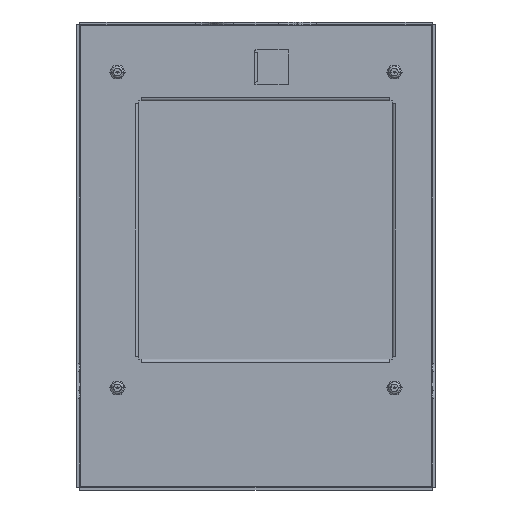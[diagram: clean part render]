
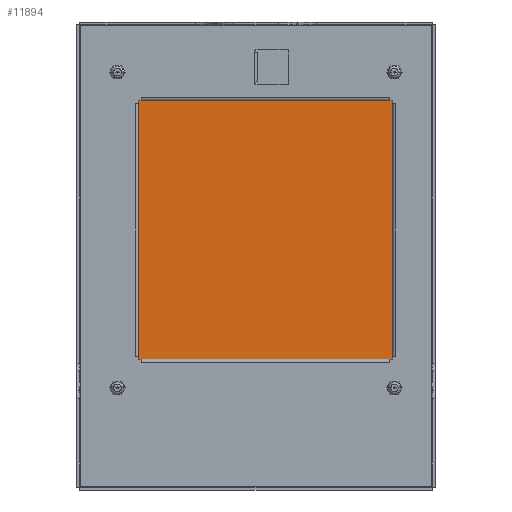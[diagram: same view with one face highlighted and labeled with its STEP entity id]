
A CAD part, front view. The second image highlights one B-rep face of the part: STEP entity #11894.
In plain terms, the highlighted planar face has unit normal (0, -1, 0).
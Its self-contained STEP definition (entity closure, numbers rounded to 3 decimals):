
#11029=DIRECTION('',(1.,0.,0.));
#11030=VECTOR('',#11029,160.);
#11031=CARTESIAN_POINT('',(-80.,2.,-70.));
#11032=LINE('',#11031,#11030);
#11033=DIRECTION('',(0.,0.,-1.));
#11034=VECTOR('',#11033,140.);
#11035=CARTESIAN_POINT('',(-80.,2.,70.));
#11036=LINE('',#11035,#11034);
#11037=DIRECTION('',(-1.,0.,0.));
#11038=VECTOR('',#11037,160.);
#11039=CARTESIAN_POINT('',(80.,2.,70.));
#11040=LINE('',#11039,#11038);
#11041=DIRECTION('',(0.,0.,1.));
#11042=VECTOR('',#11041,140.);
#11043=CARTESIAN_POINT('',(80.,2.,-70.));
#11044=LINE('',#11043,#11042);
#11133=CARTESIAN_POINT('',(-80.,2.,-70.));
#11134=CARTESIAN_POINT('',(80.,2.,-70.));
#11135=VERTEX_POINT('',#11133);
#11136=VERTEX_POINT('',#11134);
#11137=CARTESIAN_POINT('',(80.,2.,70.));
#11138=VERTEX_POINT('',#11137);
#11139=CARTESIAN_POINT('',(-80.,2.,70.));
#11140=VERTEX_POINT('',#11139);
#11883=CARTESIAN_POINT('',(0.,2.,0.));
#11884=DIRECTION('',(0.,-1.,0.));
#11885=DIRECTION('',(0.,0.,1.));
#11886=AXIS2_PLACEMENT_3D('',#11883,#11884,#11885);
#11887=PLANE('',#11886);
#11888=ORIENTED_EDGE('',*,*,#11835,.F.);
#11889=ORIENTED_EDGE('',*,*,#11850,.F.);
#11890=ORIENTED_EDGE('',*,*,#11864,.F.);
#11891=ORIENTED_EDGE('',*,*,#11877,.F.);
#11892=EDGE_LOOP('',(#11888,#11889,#11890,#11891));
#11893=FACE_OUTER_BOUND('',#11892,.F.);
#11835=EDGE_CURVE('',#11135,#11136,#11032,.T.);
#11850=EDGE_CURVE('',#11140,#11135,#11036,.T.);
#11864=EDGE_CURVE('',#11138,#11140,#11040,.T.);
#11877=EDGE_CURVE('',#11136,#11138,#11044,.T.);
#11894=ADVANCED_FACE('',(#11893),#11887,.T.);
